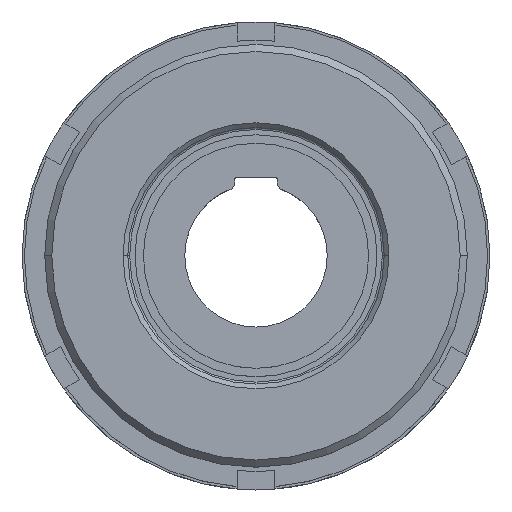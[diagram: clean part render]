
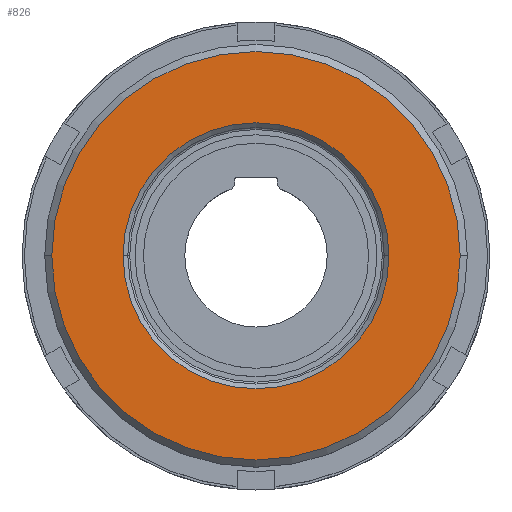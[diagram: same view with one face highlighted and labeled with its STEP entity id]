
A CAD part, top view. The second image highlights one B-rep face of the part: STEP entity #826.
In plain terms, the highlighted planar face has unit normal (0, 0, 1).
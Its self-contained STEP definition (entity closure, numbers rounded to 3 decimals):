
#710 = EDGE_CURVE ( 'NONE', #716, #727, #3010, .T. ) ;
#716 = VERTEX_POINT ( 'NONE', #1463 ) ;
#727 = VERTEX_POINT ( 'NONE', #1488 ) ;
#788 = EDGE_CURVE ( 'NONE', #789, #801, #1440, .T. ) ;
#789 = VERTEX_POINT ( 'NONE', #1448 ) ;
#801 = VERTEX_POINT ( 'NONE', #1460 ) ;
#816 = ORIENTED_EDGE ( 'NONE', *, *, #710, .T. ) ;
#817 = ORIENTED_EDGE ( 'NONE', *, *, #823, .T. ) ;
#821 = EDGE_LOOP ( 'NONE', ( #817, #816 ) ) ;
#822 = EDGE_LOOP ( 'NONE', ( #824, #845 ) ) ;
#823 = EDGE_CURVE ( 'NONE', #727, #716, #1371, .T. ) ;
#824 = ORIENTED_EDGE ( 'NONE', *, *, #788, .T. ) ;
#826 = ADVANCED_FACE ( 'NONE', ( #1518, #1517 ), #1534, .T. ) ;
#845 = ORIENTED_EDGE ( 'NONE', *, *, #866, .T. ) ;
#866 = EDGE_CURVE ( 'NONE', #801, #789, #1566, .T. ) ;
#1354 = AXIS2_PLACEMENT_3D ( 'NONE', #1372, #1357, #1359 ) ;
#1357 = DIRECTION ( 'NONE',  ( 0., 0., 1. ) ) ;
#1359 = DIRECTION ( 'NONE',  ( 1., 0., 0. ) ) ;
#1371 = CIRCLE ( 'NONE', #1354, 86. ) ;
#1372 = CARTESIAN_POINT ( 'NONE',  ( 0., 0., 75.5 ) ) ;
#1436 = CARTESIAN_POINT ( 'NONE',  ( 0., 0., 75.5 ) ) ;
#1437 = DIRECTION ( 'NONE',  ( 0., 0., -1. ) ) ;
#1440 = CIRCLE ( 'NONE', #1449, 56. ) ;
#1447 = DIRECTION ( 'NONE',  ( 1., 0., 0. ) ) ;
#1448 = CARTESIAN_POINT ( 'NONE',  ( 56., 0., 75.5 ) ) ;
#1449 = AXIS2_PLACEMENT_3D ( 'NONE', #1436, #1437, #1447 ) ;
#1460 = CARTESIAN_POINT ( 'NONE',  ( -56., 0., 75.5 ) ) ;
#1463 = CARTESIAN_POINT ( 'NONE',  ( 86., 0., 75.5 ) ) ;
#1488 = CARTESIAN_POINT ( 'NONE',  ( -86., 0., 75.5 ) ) ;
#1517 = FACE_BOUND ( 'NONE', #822, .T. ) ;
#1518 = FACE_OUTER_BOUND ( 'NONE', #821, .T. ) ;
#1519 = DIRECTION ( 'NONE',  ( 1., 0., 0. ) ) ;
#1520 = DIRECTION ( 'NONE',  ( 0., 0., 1. ) ) ;
#1521 = AXIS2_PLACEMENT_3D ( 'NONE', #1533, #1520, #1519 ) ;
#1533 = CARTESIAN_POINT ( 'NONE',  ( 0., 0., 75.5 ) ) ;
#1534 = PLANE ( 'NONE',  #1521 ) ;
#1566 = CIRCLE ( 'NONE', #1567, 56. ) ;
#1567 = AXIS2_PLACEMENT_3D ( 'NONE', #1568, #1578, #1577 ) ;
#1568 = CARTESIAN_POINT ( 'NONE',  ( 0., 0., 75.5 ) ) ;
#1577 = DIRECTION ( 'NONE',  ( 1., 0., 0. ) ) ;
#1578 = DIRECTION ( 'NONE',  ( 0., 0., -1. ) ) ;
#2998 = DIRECTION ( 'NONE',  ( 1., 0., 0. ) ) ;
#3007 = DIRECTION ( 'NONE',  ( 0., 0., 1. ) ) ;
#3008 = CARTESIAN_POINT ( 'NONE',  ( 0., 0., 75.5 ) ) ;
#3009 = AXIS2_PLACEMENT_3D ( 'NONE', #3008, #3007, #2998 ) ;
#3010 = CIRCLE ( 'NONE', #3009, 86. ) ;
